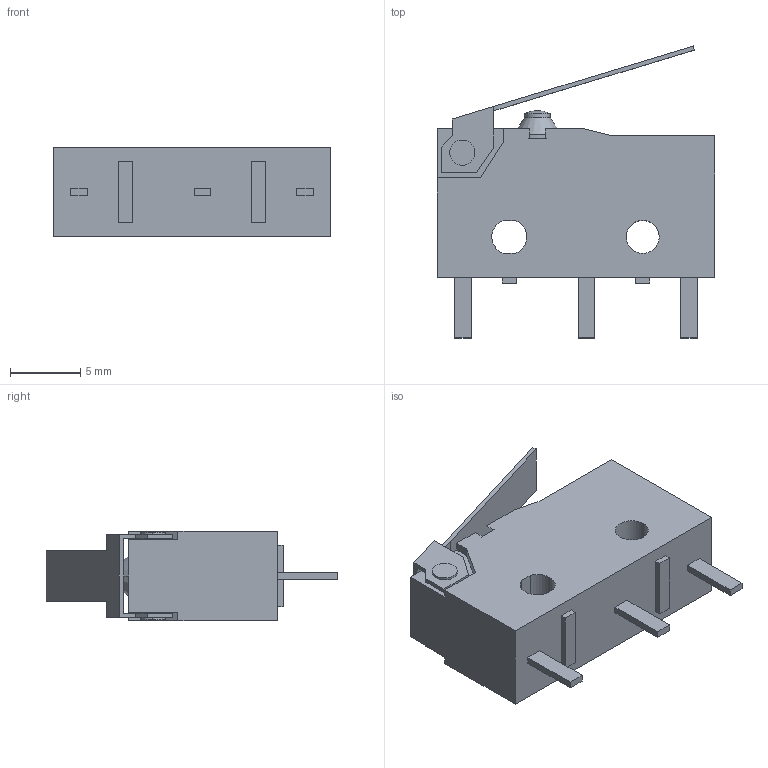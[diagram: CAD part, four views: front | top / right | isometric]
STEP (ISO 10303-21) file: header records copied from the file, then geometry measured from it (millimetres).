
FILE_DESCRIPTION(('STEP AP214'),'1');
FILE_NAME('20325.stp','2016-12-07T15:13:01',('TraceParts'),('TraceParts S.A.'),'Spatial InterOp 3D',' ',' ');
FILE_SCHEMA(('automotive_design'));
Length unit declared in the file: millimetre
Products named in the file (1): 1
Bounding box: 19.8 x 20.8 x 6.4 mm (x, y, z)
Volume: 1267.1 mm3; surface area: 1158.1 mm2
Topology: 1 solids, 1 shells, 98 faces, 253 edges, 168 vertices
Faces by surface type: plane 73, cylinder 22, cone 2, sphere 1
Entity records: 5884 total; most frequent: CARTESIAN_POINT 520, STYLED_ITEM 519, PRESENTATION_STYLE_ASSIGNMENT 519, COLOUR_RGB 519, ORIENTED_EDGE 506, DIRECTION 497, EDGE_CURVE 253, CURVE_STYLE 253
